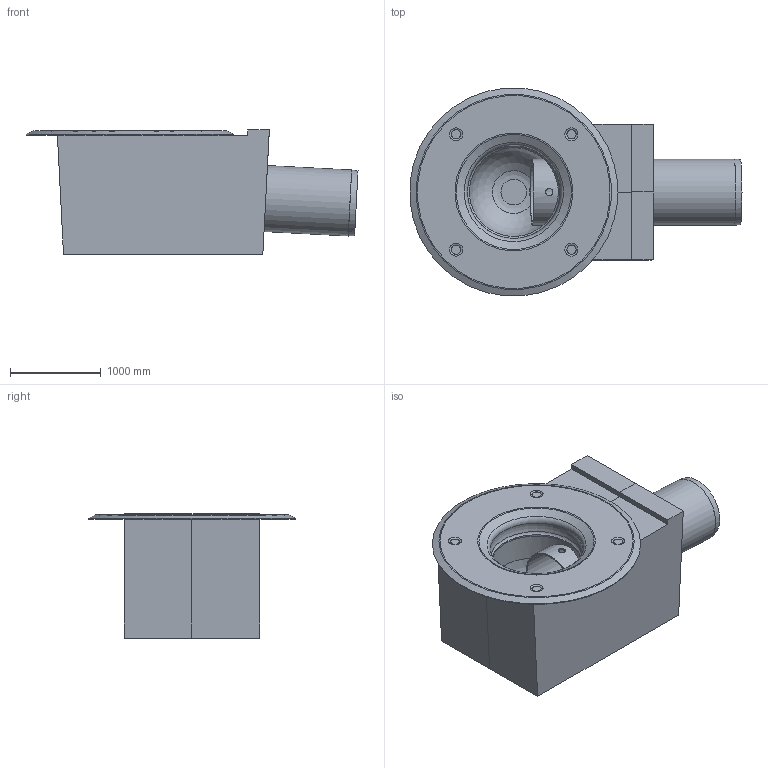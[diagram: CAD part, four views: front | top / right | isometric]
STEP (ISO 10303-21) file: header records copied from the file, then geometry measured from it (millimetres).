
FILE_DESCRIPTION(/* description */ (''),/* implementation_level */ '2;1');
FILE_NAME(/* name */ '15579.070X_3D.stp',/* time_stamp */ '2024-12-12T06:54:31+01:00',/* author */ ('CAD'),/* organization */ (''),/* preprocessor_version */ 'ST-DEVELOPER v20',/* originating_system */ 'AutoCAD Mechanical',/* authorisation */ '');
FILE_SCHEMA (('AUTOMOTIVE_DESIGN { 1 0 10303 214 3 1 1 }'));
Length unit declared in the file: centimetre
Products named in the file (2): Product; *S0
Assembly tree (1 placements, depth 2):
  Product
    *S0
Bounding box: 3664.41 x 2291.25 x 1370 mm (x, y, z)
Volume: 3182869976.7 mm3; surface area: 47604396.3 mm2
Topology: 6 solids, 6 shells, 137 faces, 353 edges, 228 vertices
Faces by surface type: plane 40, cylinder 30, torus 22, cone 22, bspline 18, sphere 5
Full cylindrical faces by diameter (mm): 80 x1, 698 x2, 730 x3, 980 x1, 1000 x1, 1030 x1
Entity records: 5837 total; most frequent: CARTESIAN_POINT 2376, DIRECTION 730, ORIENTED_EDGE 702, EDGE_CURVE 351, AXIS2_PLACEMENT_3D 296, VERTEX_POINT 224, EDGE_LOOP 153, CIRCLE 153
